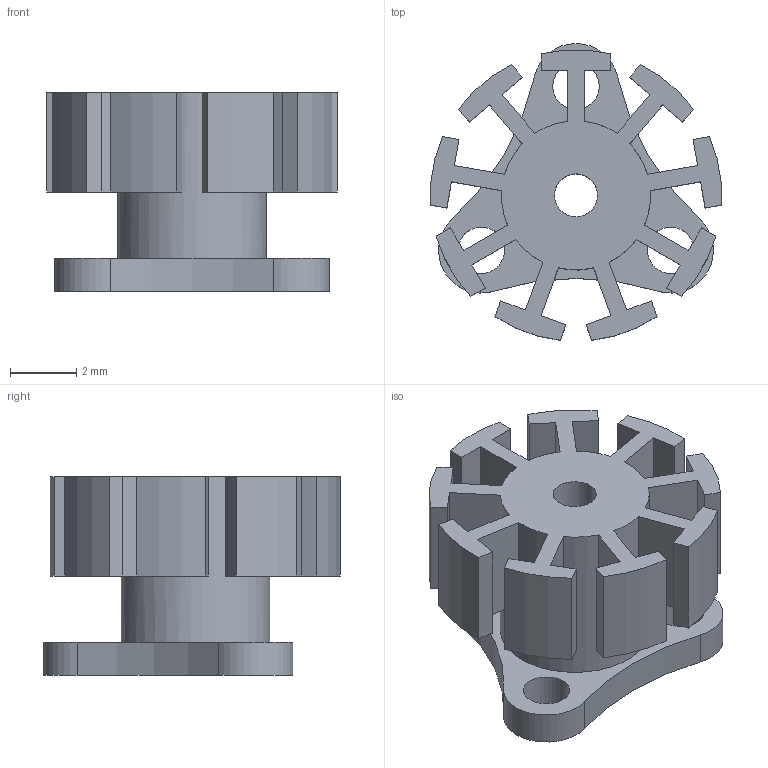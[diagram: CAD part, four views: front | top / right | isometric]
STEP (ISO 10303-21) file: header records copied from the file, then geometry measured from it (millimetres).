
FILE_DESCRIPTION(/* description */ ('STEP AP242','CAx-IF Rec.Pracs.---Representation and Presentation of Product Manufacturing Information (PMI)---4.0---2014-10-13','CAx-IF Rec.Pracs.---3D Tessellated Geometry---0.4---2014-09-14','2;1'),/* implementation_level */ '2;1');
FILE_NAME(/* name */ 'base motor assembly - Motor',/* time_stamp */ '2024-07-25T16:40:51Z',/* author */ (''),/* organization */ (''),/* preprocessor_version */ 'ST-DEVELOPER v20',/* originating_system */ ' ',/* authorisation */ ' ');
FILE_SCHEMA (('AP242_MANAGED_MODEL_BASED_3D_ENGINEERING_MIM_LF { 1 0 10303 442 1 1 4 }'));
Length unit declared in the file: metre
Products named in the file (1): Motor
Bounding box: 8.78 x 8.96 x 6 mm (x, y, z)
Volume: 157.5 mm3; surface area: 428.4 mm2
Topology: 1 solids, 1 shells, 86 faces, 249 edges, 166 vertices
Faces by surface type: plane 66, cylinder 20
Full cylindrical faces by diameter (mm): 1.3 x1, 1.4 x3, 4.5 x1
Entity records: 3353 total; most frequent: CARTESIAN_POINT 495, ORIENTED_EDGE 486, DIRECTION 474, EDGE_CURVE 243, LINE 186, VECTOR 186, VERTEX_POINT 165, AXIS2_PLACEMENT_3D 144
